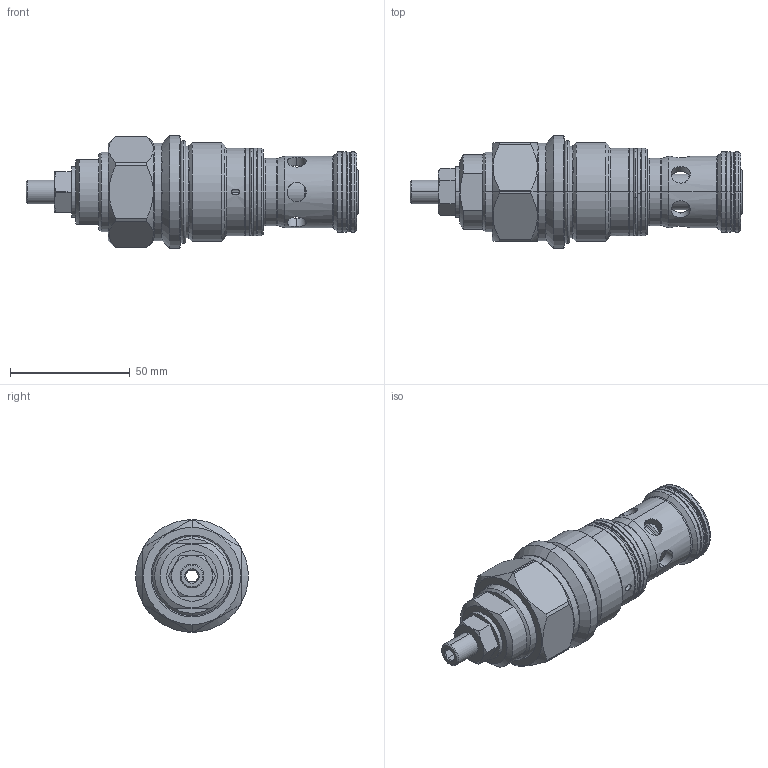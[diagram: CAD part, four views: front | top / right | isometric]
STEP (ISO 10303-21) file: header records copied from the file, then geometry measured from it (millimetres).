
FILE_DESCRIPTION (( 'STEP AP214' ), '1' );
FILE_NAME ('C00AD400082000A.STEP', '2019-01-16T12:41:26', ( 'Fabio Pellicciari' ), ( '' ), 'SwSTEP 2.0', 'SolidWorks 2015', '' );
FILE_SCHEMA (( 'AUTOMOTIVE_DESIGN' ));
Length unit declared in the file: millimetre
Products named in the file (1): C00AD400082000A
Bounding box: 138.37 x 47 x 47 mm (x, y, z)
Surface area: 27211.2 mm2 (no closed solid volume)
Topology: 0 solids, 21 shells, 229 faces, 568 edges, 352 vertices
Faces by surface type: cylinder 83, cone 60, plane 44, torus 42
Entity records: 10501 total; most frequent: CARTESIAN_POINT 2488, DIRECTION 1249, ORIENTED_EDGE 1026, EDGE_CURVE 568, AXIS2_PLACEMENT_3D 535, VERTEX_POINT 352, CIRCLE 305, EDGE_LOOP 258
